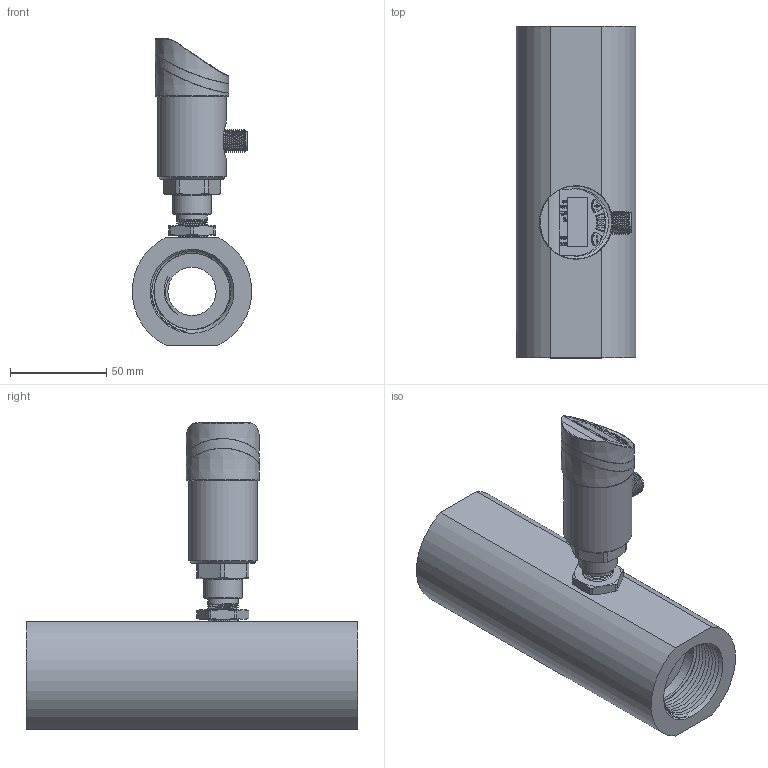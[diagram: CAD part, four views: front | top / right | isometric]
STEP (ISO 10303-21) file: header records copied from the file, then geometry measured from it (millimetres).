
FILE_DESCRIPTION(/* description */ (''),/* implementation_level */ '2;1');
FILE_NAME(/* name */ '(3D)FS510-032G1-14-口径DN32 G1-14外螺纹连接.stp',/* time_stamp */ '2023-10-30T16:34:38+08:00',/* author */ (''),/* organization */ (''),/* preprocessor_version */ 'ST-DEVELOPER v16.7',/* originating_system */ 'SIEMENS PLM Software NX 12.0',/* authorisation */ '');
FILE_SCHEMA (('AUTOMOTIVE_DESIGN { 1 0 10303 214 3 1 1 1 }'));
Length unit declared in the file: millimetre
Products named in the file (1): Mayn0BD0EFACbfkw
Bounding box: 61.77 x 172 x 159 mm (x, y, z)
Volume: 438120.7 mm3; surface area: 86125.8 mm2
Topology: 5 solids, 6 shells, 729 faces, 1889 edges, 1233 vertices
Faces by surface type: plane 266, extrusion 141, cylinder 132, bspline 76, cone 71, torus 32, sphere 11
Full cylindrical faces by diameter (mm): 1.689 x1, 2.7 x3, 12 x1, 15 x1, 15.9 x1, 16.5 x1, 20 x1, 23 x3, 25 x1, 26 x5, 35.5 x1, 37.001 x1, 39.5 x2
Entity records: 34727 total; most frequent: CARTESIAN_POINT 17262, ORIENTED_EDGE 3588, DIRECTION 2533, EDGE_CURVE 1794, VERTEX_POINT 1194, B_SPLINE_CURVE_WITH_KNOTS 932, AXIS2_PLACEMENT_3D 900, EDGE_LOOP 846
